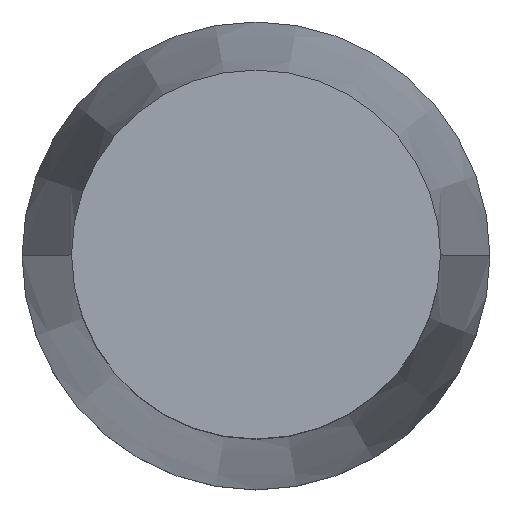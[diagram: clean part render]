
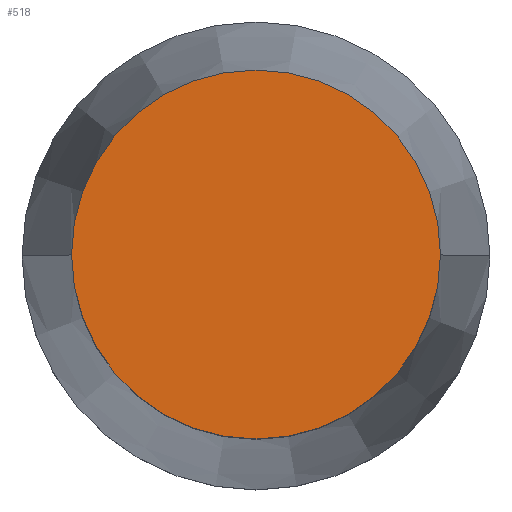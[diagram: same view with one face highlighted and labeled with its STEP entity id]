
A CAD part, top view. The second image highlights one B-rep face of the part: STEP entity #518.
In plain terms, the highlighted planar face has unit normal (0, 0, 1).
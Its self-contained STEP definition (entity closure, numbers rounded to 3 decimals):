
#19 = ORIENTED_EDGE ( 'NONE', *, *, #389, .T. ) ;
#25 = PLANE ( 'NONE',  #358 ) ;
#33 = DIRECTION ( 'NONE',  ( -1., 0., 0. ) ) ;
#176 = CIRCLE ( 'NONE', #322, 10.25 ) ;
#182 = CARTESIAN_POINT ( 'NONE',  ( 10.25, 0., 0. ) ) ;
#209 = EDGE_LOOP ( 'NONE', ( #421, #19 ) ) ;
#322 = AXIS2_PLACEMENT_3D ( 'NONE', #344, #346, #350 ) ;
#344 = CARTESIAN_POINT ( 'NONE',  ( 0., 0., 0. ) ) ;
#346 = DIRECTION ( 'NONE',  ( 0., 0., 1. ) ) ;
#350 = DIRECTION ( 'NONE',  ( 1., 0., 0. ) ) ;
#358 = AXIS2_PLACEMENT_3D ( 'NONE', #673, #376, #33 ) ;
#376 = DIRECTION ( 'NONE',  ( 0., 0., -1. ) ) ;
#389 = EDGE_CURVE ( 'NONE', #470, #611, #681, .T. ) ;
#398 = CARTESIAN_POINT ( 'NONE',  ( 0., 0., 0. ) ) ;
#421 = ORIENTED_EDGE ( 'NONE', *, *, #660, .T. ) ;
#470 = VERTEX_POINT ( 'NONE', #542 ) ;
#492 = DIRECTION ( 'NONE',  ( 1., 0., 0. ) ) ;
#499 = DIRECTION ( 'NONE',  ( 0., 0., 1. ) ) ;
#518 = ADVANCED_FACE ( 'NONE', ( #549 ), #25, .F. ) ;
#542 = CARTESIAN_POINT ( 'NONE',  ( -10.25, 0., 0. ) ) ;
#549 = FACE_OUTER_BOUND ( 'NONE', #209, .T. ) ;
#555 = AXIS2_PLACEMENT_3D ( 'NONE', #398, #499, #492 ) ;
#611 = VERTEX_POINT ( 'NONE', #182 ) ;
#660 = EDGE_CURVE ( 'NONE', #611, #470, #176, .T. ) ;
#673 = CARTESIAN_POINT ( 'NONE',  ( 0., 0., 0. ) ) ;
#681 = CIRCLE ( 'NONE', #555, 10.25 ) ;
